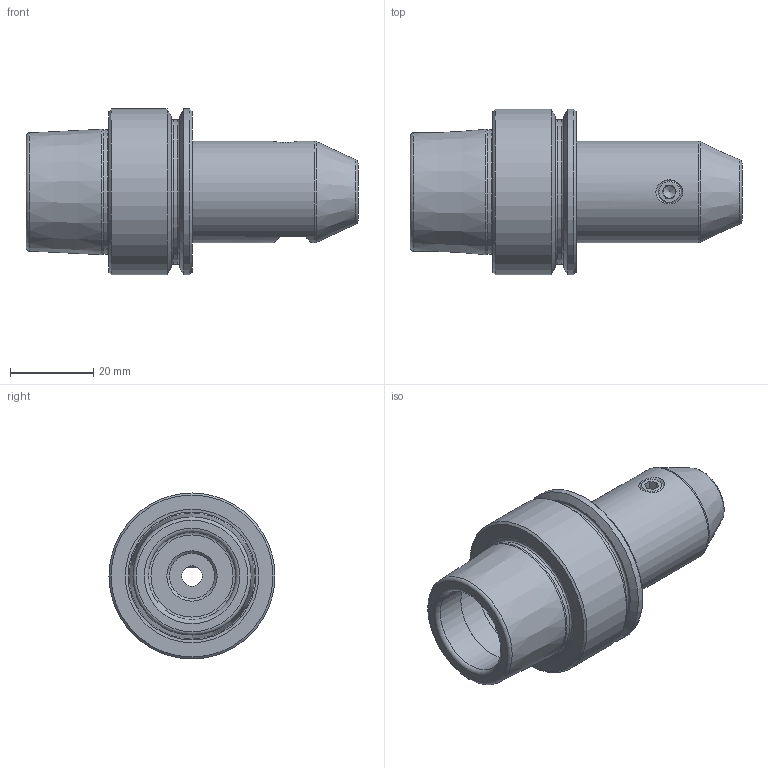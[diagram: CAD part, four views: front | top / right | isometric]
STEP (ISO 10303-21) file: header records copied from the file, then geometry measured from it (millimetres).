
FILE_DESCRIPTION( ( 'Unknown' ), '1' );
FILE_NAME( '254030634.stp', 'Unknown', ( 'Unknown' ), ( 'Unknown' ), 'PSStep 15.0.49', 'Unknown', ' ' );
FILE_SCHEMA( ( 'AUTOMOTIVE_DESIGN { 1 0 10303 214 1 1 1 1 }' ) );
Length unit declared in the file: millimetre
Products named in the file (2): 1; 2
Bounding box: 80 x 40 x 40 mm (x, y, z)
Volume: 41530.3 mm3; surface area: 13359.9 mm2
Topology: 2 solids, 2 shells, 69 faces, 147 edges, 87 vertices
Faces by surface type: plane 25, cone 17, cylinder 15, torus 12
Full cylindrical faces by diameter (mm): 4.917 x1, 5 x1, 6 x2, 6.4 x1, 10.917 x1, 13 x1, 21 x2, 24.5 x1, 25.5 x1, 29.909 x1, 34.8 x1, 40 x2
Entity records: 2210 total; most frequent: CARTESIAN_POINT 359, DIRECTION 288, ORIENTED_EDGE 178, AXIS2_PLACEMENT_3D 130, EDGE_LOOP 124, FACE_OUTER_BOUND 96, EDGE_CURVE 89, VERTEX_POINT 77
